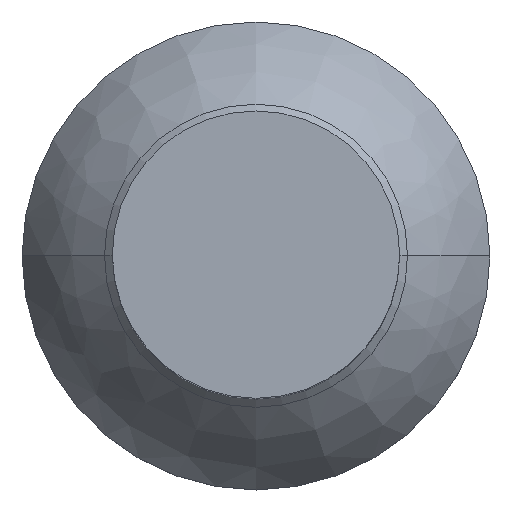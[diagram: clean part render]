
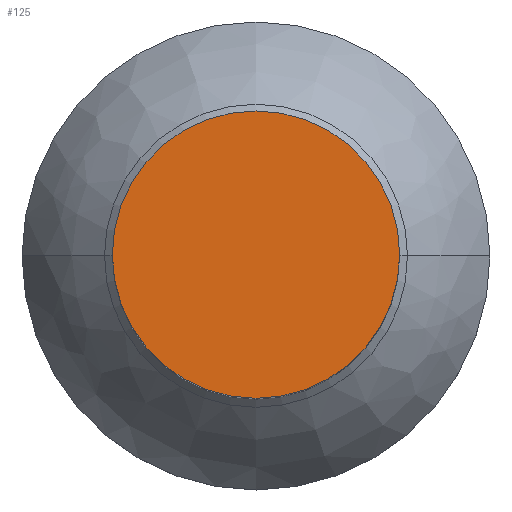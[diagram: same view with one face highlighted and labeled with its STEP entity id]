
A CAD part, top view. The second image highlights one B-rep face of the part: STEP entity #125.
In plain terms, the highlighted planar face has unit normal (0, 0, 1).
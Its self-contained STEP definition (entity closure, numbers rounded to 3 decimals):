
#125=ADVANCED_FACE('',(#159),#157,.F.);
#157=PLANE('',#551);
#159=FACE_OUTER_BOUND('',#190,.T.);
#190=EDGE_LOOP('',(#223,#224));
#223=ORIENTED_EDGE('',*,*,#416,.F.);
#224=ORIENTED_EDGE('',*,*,#417,.T.);
#371=VERTEX_POINT('',#786);
#372=VERTEX_POINT('',#787);
#416=EDGE_CURVE('',#371,#372,#490,.T.);
#417=EDGE_CURVE('',#371,#372,#491,.T.);
#490=CIRCLE('',#549,1.75);
#491=CIRCLE('',#550,1.75);
#549=AXIS2_PLACEMENT_3D('',#785,#623,#624);
#550=AXIS2_PLACEMENT_3D('',#788,#625,#626);
#551=AXIS2_PLACEMENT_3D('',#789,#627,#628);
#623=DIRECTION('',(0.,0.,-1.));
#624=DIRECTION('',(1.,0.,0.));
#625=DIRECTION('',(0.,0.,1.));
#626=DIRECTION('',(1.,0.,0.));
#627=DIRECTION('',(0.,0.,-1.));
#628=DIRECTION('',(-1.,0.,0.));
#785=CARTESIAN_POINT('',(0.,0.,10.));
#786=CARTESIAN_POINT('',(1.75,0.,10.));
#787=CARTESIAN_POINT('',(-1.75,0.,10.));
#788=CARTESIAN_POINT('',(0.,0.,10.));
#789=CARTESIAN_POINT('',(0.,0.,10.));
